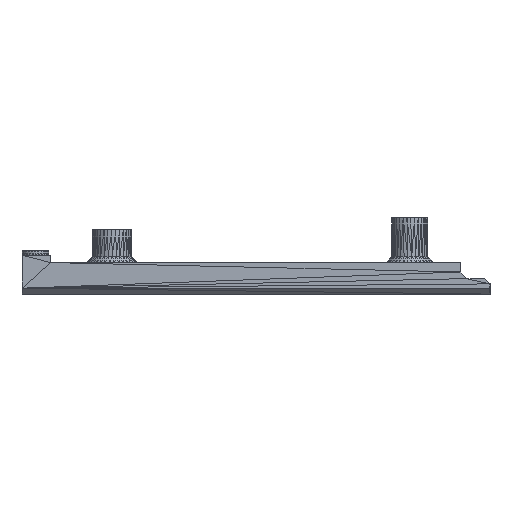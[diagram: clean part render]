
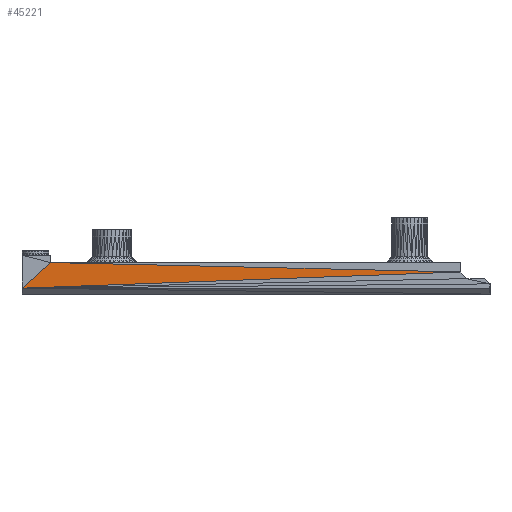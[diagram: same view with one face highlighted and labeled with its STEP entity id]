
A CAD part, left-side view. The second image highlights one B-rep face of the part: STEP entity #45221.
In plain terms, the highlighted planar face has unit normal (-1, 0, 0).
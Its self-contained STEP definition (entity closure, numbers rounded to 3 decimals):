
#13082 = VERTEX_POINT('',#13083);
#13083 = CARTESIAN_POINT('',(-41.8,-26.792,
    3.716));
#13122 = PLANE('',#13123);
#13123 = AXIS2_PLACEMENT_3D('',#13124,#13125,#13126);
#13124 = CARTESIAN_POINT('',(-41.8,7.213,
    4.899));
#13125 = DIRECTION('',(-1.,-0.,-0.));
#13126 = DIRECTION('',(0.,0.,-1.));
#13146 = PLANE('',#13147);
#13147 = AXIS2_PLACEMENT_3D('',#13148,#13149,#13150);
#13148 = CARTESIAN_POINT('',(-41.8,9.336,
    2.088));
#13149 = DIRECTION('',(-1.,-0.,-0.));
#13150 = DIRECTION('',(0.,0.,-1.));
#13164 = EDGE_CURVE('',#13082,#13165,#13167,.T.);
#13165 = VERTEX_POINT('',#13166);
#13166 = CARTESIAN_POINT('',(-41.8,46.808,1.));
#13167 = SURFACE_CURVE('',#13168,(#13172,#13179),.PCURVE_S1.);
#13168 = LINE('',#13169,#13170);
#13169 = CARTESIAN_POINT('',(-41.8,-26.792,
    3.716));
#13170 = VECTOR('',#13171,1.);
#13171 = DIRECTION('',(0.,0.999,-0.037));
#13172 = PCURVE('',#13146,#13173);
#13173 = DEFINITIONAL_REPRESENTATION('',(#13174),#13178);
#13174 = LINE('',#13175,#13176);
#13175 = CARTESIAN_POINT('',(-1.628,36.128));
#13176 = VECTOR('',#13177,1.);
#13177 = DIRECTION('',(0.037,-0.999));
#13178 = ( GEOMETRIC_REPRESENTATION_CONTEXT(2) 
PARAMETRIC_REPRESENTATION_CONTEXT() REPRESENTATION_CONTEXT('2D SPACE',''
  ) );
#13179 = PCURVE('',#13180,#13185);
#13180 = PLANE('',#13181);
#13181 = AXIS2_PLACEMENT_3D('',#13182,#13183,#13184);
#13182 = CARTESIAN_POINT('',(-41.8,10.387,
    3.386));
#13183 = DIRECTION('',(-1.,0.,0.));
#13184 = DIRECTION('',(0.,0.,-1.));
#13185 = DEFINITIONAL_REPRESENTATION('',(#13186),#13189);
#13186 = B_SPLINE_CURVE_WITH_KNOTS('',1,(#13187,#13188),.UNSPECIFIED.,
  .F.,.F.,(2,2),(0.,73.65),.PIECEWISE_BEZIER_KNOTS.);
#13187 = CARTESIAN_POINT('',(-0.331,37.179));
#13188 = CARTESIAN_POINT('',(2.386,-36.421));
#13189 = ( GEOMETRIC_REPRESENTATION_CONTEXT(2) 
PARAMETRIC_REPRESENTATION_CONTEXT() REPRESENTATION_CONTEXT('2D SPACE',''
  ) );
#27250 = PLANE('',#27251);
#27251 = AXIS2_PLACEMENT_3D('',#27252,#27253,#27254);
#27252 = CARTESIAN_POINT('',(-41.8,45.186,
    4.151));
#27253 = DIRECTION('',(-1.,0.,0.));
#27254 = DIRECTION('',(0.,-1.,0.));
#44696 = VERTEX_POINT('',#44697);
#44697 = CARTESIAN_POINT('',(-41.8,42.,5.299));
#45221 = ADVANCED_FACE('',(#45222),#13180,.T.);
#45222 = FACE_BOUND('',#45223,.T.);
#45223 = EDGE_LOOP('',(#45224,#45225,#45245));
#45224 = ORIENTED_EDGE('',*,*,#13164,.F.);
#45225 = ORIENTED_EDGE('',*,*,#45226,.F.);
#45226 = EDGE_CURVE('',#44696,#13082,#45227,.T.);
#45227 = SURFACE_CURVE('',#45228,(#45232,#45238),.PCURVE_S1.);
#45228 = LINE('',#45229,#45230);
#45229 = CARTESIAN_POINT('',(-41.8,42.,5.299));
#45230 = VECTOR('',#45231,1.);
#45231 = DIRECTION('',(0.,-1.,-0.023));
#45232 = PCURVE('',#13180,#45233);
#45233 = DEFINITIONAL_REPRESENTATION('',(#45234),#45237);
#45234 = B_SPLINE_CURVE_WITH_KNOTS('',1,(#45235,#45236),.UNSPECIFIED.,
  .F.,.F.,(2,2),(0.,68.81),.PIECEWISE_BEZIER_KNOTS.);
#45235 = CARTESIAN_POINT('',(-1.913,-31.613));
#45236 = CARTESIAN_POINT('',(-0.331,37.179));
#45237 = ( GEOMETRIC_REPRESENTATION_CONTEXT(2) 
PARAMETRIC_REPRESENTATION_CONTEXT() REPRESENTATION_CONTEXT('2D SPACE',''
  ) );
#45238 = PCURVE('',#13122,#45239);
#45239 = DEFINITIONAL_REPRESENTATION('',(#45240),#45244);
#45240 = LINE('',#45241,#45242);
#45241 = CARTESIAN_POINT('',(-0.4,-34.787));
#45242 = VECTOR('',#45243,1.);
#45243 = DIRECTION('',(0.023,1.));
#45244 = ( GEOMETRIC_REPRESENTATION_CONTEXT(2) 
PARAMETRIC_REPRESENTATION_CONTEXT() REPRESENTATION_CONTEXT('2D SPACE',''
  ) );
#45245 = ORIENTED_EDGE('',*,*,#45246,.T.);
#45246 = EDGE_CURVE('',#44696,#13165,#45247,.T.);
#45247 = SURFACE_CURVE('',#45248,(#45252,#45259),.PCURVE_S1.);
#45248 = LINE('',#45249,#45250);
#45249 = CARTESIAN_POINT('',(-41.8,42.,5.299));
#45250 = VECTOR('',#45251,1.);
#45251 = DIRECTION('',(0.,0.745,-0.667));
#45252 = PCURVE('',#13180,#45253);
#45253 = DEFINITIONAL_REPRESENTATION('',(#45254),#45258);
#45254 = LINE('',#45255,#45256);
#45255 = CARTESIAN_POINT('',(-1.913,-31.613));
#45256 = VECTOR('',#45257,1.);
#45257 = DIRECTION('',(0.667,-0.745));
#45258 = ( GEOMETRIC_REPRESENTATION_CONTEXT(2) 
PARAMETRIC_REPRESENTATION_CONTEXT() REPRESENTATION_CONTEXT('2D SPACE',''
  ) );
#45259 = PCURVE('',#27250,#45260);
#45260 = DEFINITIONAL_REPRESENTATION('',(#45261),#45264);
#45261 = B_SPLINE_CURVE_WITH_KNOTS('',1,(#45262,#45263),.UNSPECIFIED.,
  .F.,.F.,(2,2),(0.,6.45),.PIECEWISE_BEZIER_KNOTS.);
#45262 = CARTESIAN_POINT('',(3.186,1.148));
#45263 = CARTESIAN_POINT('',(-1.622,-3.151));
#45264 = ( GEOMETRIC_REPRESENTATION_CONTEXT(2) 
PARAMETRIC_REPRESENTATION_CONTEXT() REPRESENTATION_CONTEXT('2D SPACE',''
  ) );
